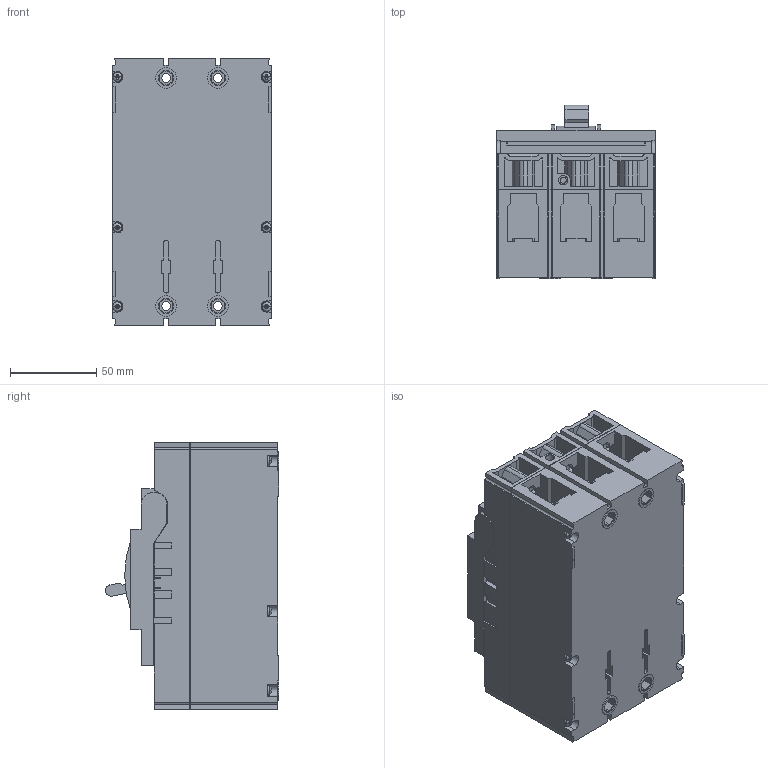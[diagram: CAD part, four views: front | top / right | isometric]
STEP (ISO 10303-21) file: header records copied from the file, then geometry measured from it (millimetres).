
FILE_DESCRIPTION (( 'STEP AP203' ), '1' );
FILE_NAME ('AV POWER-1-3 20À (160À) mccb-13-20H-TR (160H-2.0)-av.STEP', '2021-05-21T06:50:31', ( '' ), ( '' ), 'SwSTEP 2.0', 'SolidWorks 2021', '' );
FILE_SCHEMA (( 'CONFIG_CONTROL_DESIGN' ));
Length unit declared in the file: millimetre
Products named in the file (5): Àâòîìàòè÷åñêèé âûêëþ÷àòåëü AV POWER-1_3_00; AVPOWER-1-320ﾀ (160ﾀ)mccb-13-20H-TR (160H-2.0)-av; pan head cross recess screw_din_ISO 7045 - M3 x 8 - Z --- 8N; 青汶篪赅 AV POWER-1_3_00; Êðûøêà AV POWER-1_3_00
Assembly tree (8 placements, depth 2):
  AVPOWER-1-320ﾀ (160ﾀ)mccb-13-20H-TR (160H-2.0)-av
    Àâòîìàòè÷åñêèé âûêëþ÷àòåëü AV POWER-1_3_00
    Êðûøêà AV POWER-1_3_00
    青汶篪赅 AV POWER-1_3_00  x2
    pan head cross recess screw_din_ISO 7045 - M3 x 8 - Z --- 8N  x4
Bounding box: 92 x 100.22 x 155 mm (x, y, z)
Volume: 938735.8 mm3; surface area: 161787.3 mm2
Topology: 14 solids, 14 shells, 1746 faces, 4704 edges, 3029 vertices
Faces by surface type: plane 1170, cylinder 307, cone 128, bspline 81, torus 40, sphere 20
Entity records: 53434 total; most frequent: CARTESIAN_POINT 13828, ORIENTED_EDGE 8350, DIRECTION 7780, EDGE_CURVE 4175, VECTOR 2962, LINE 2962, VERTEX_POINT 2721, AXIS2_PLACEMENT_3D 2409
